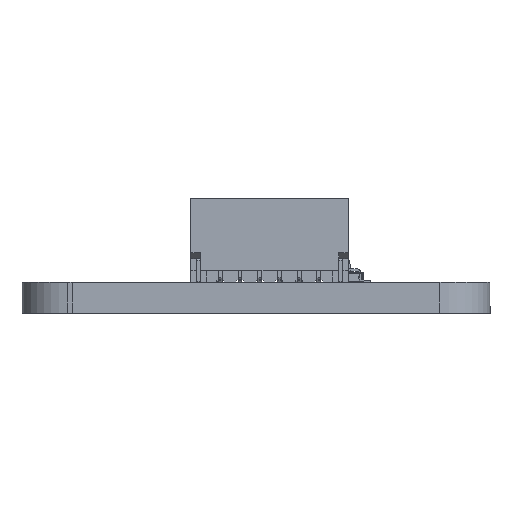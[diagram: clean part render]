
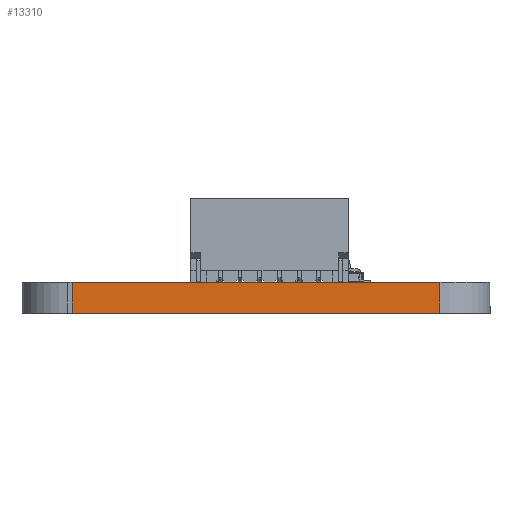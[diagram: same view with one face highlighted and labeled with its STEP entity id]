
A CAD part, left-side view. The second image highlights one B-rep face of the part: STEP entity #13310.
In plain terms, the highlighted planar face has unit normal (-1, 0, 0).
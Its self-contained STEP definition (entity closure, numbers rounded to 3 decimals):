
#644=PLANE('',#14254);
#1170=FACE_OUTER_BOUND('',#1897,.T.);
#1897=EDGE_LOOP('',(#9391,#9392,#9393,#9394));
#2715=LINE('',#19332,#4209);
#2716=LINE('',#19335,#4210);
#2717=LINE('',#19337,#4211);
#2718=LINE('',#19338,#4212);
#4209=VECTOR('',#15574,10.);
#4210=VECTOR('',#15577,10.);
#4211=VECTOR('',#15578,10.);
#4212=VECTOR('',#15579,10.);
#6119=VERTEX_POINT('',#19328);
#6120=VERTEX_POINT('',#19330);
#6121=VERTEX_POINT('',#19334);
#6122=VERTEX_POINT('',#19336);
#7417=EDGE_CURVE('',#6119,#6120,#2715,.T.);
#7418=EDGE_CURVE('',#6121,#6119,#2716,.T.);
#7419=EDGE_CURVE('',#6122,#6120,#2717,.T.);
#7420=EDGE_CURVE('',#6121,#6122,#2718,.T.);
#9391=ORIENTED_EDGE('',*,*,#7418,.T.);
#9392=ORIENTED_EDGE('',*,*,#7417,.T.);
#9393=ORIENTED_EDGE('',*,*,#7419,.F.);
#9394=ORIENTED_EDGE('',*,*,#7420,.F.);
#13310=ADVANCED_FACE('',(#1170),#644,.T.);
#14254=AXIS2_PLACEMENT_3D('',#19333,#15575,#15576);
#15574=DIRECTION('',(0.,0.,1.));
#15575=DIRECTION('center_axis',(-1.,0.,0.));
#15576=DIRECTION('ref_axis',(0.,-1.,0.));
#15577=DIRECTION('',(0.,-1.,0.));
#15578=DIRECTION('',(0.,-1.,0.));
#15579=DIRECTION('',(0.,0.,1.));
#19328=CARTESIAN_POINT('',(-14.859,2.794,0.));
#19330=CARTESIAN_POINT('',(-14.859,2.794,1.57));
#19332=CARTESIAN_POINT('',(-14.859,2.794,0.));
#19333=CARTESIAN_POINT('Origin',(-14.859,21.463,0.));
#19334=CARTESIAN_POINT('',(-14.859,21.463,0.));
#19335=CARTESIAN_POINT('',(-14.859,21.463,0.));
#19336=CARTESIAN_POINT('',(-14.859,21.463,1.57));
#19337=CARTESIAN_POINT('',(-14.859,21.463,1.57));
#19338=CARTESIAN_POINT('',(-14.859,21.463,0.));
